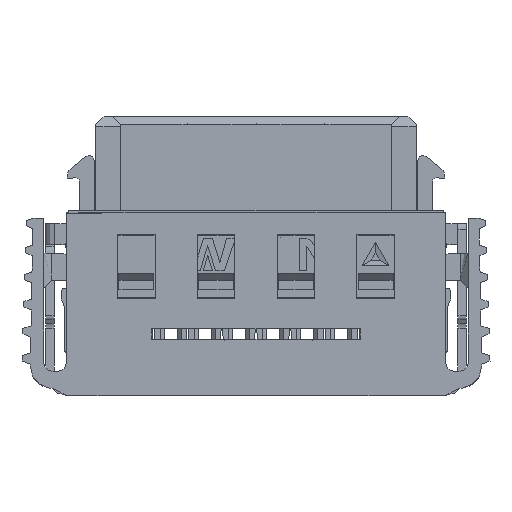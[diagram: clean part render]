
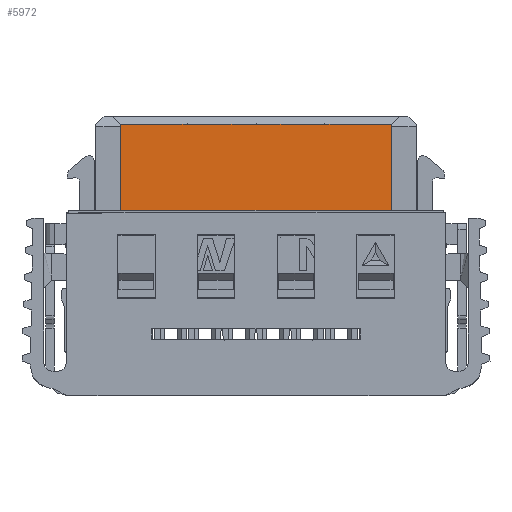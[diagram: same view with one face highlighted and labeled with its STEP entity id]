
A CAD part, front view. The second image highlights one B-rep face of the part: STEP entity #5972.
In plain terms, the highlighted planar face has unit normal (0, -1, 0).
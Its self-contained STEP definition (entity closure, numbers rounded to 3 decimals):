
#425=CARTESIAN_POINT('',(1.245,-0.97,4.225));
#426=VERTEX_POINT('',#425);
#647=CARTESIAN_POINT('',(-1.245,-0.97,4.225));
#648=VERTEX_POINT('',#647);
#657=CARTESIAN_POINT('',(-1.27,-0.97,4.25));
#658=VERTEX_POINT('',#657);
#665=CARTESIAN_POINT('',(-1.27,-0.97,4.25));
#666=DIRECTION('',(0.707,0.,-0.707));
#667=VECTOR('',#666,0.035);
#668=LINE('',#665,#667);
#669=EDGE_CURVE('',#658,#648,#668,.T.);
#860=CARTESIAN_POINT('',(1.245,-0.97,1.025));
#861=VERTEX_POINT('',#860);
#862=CARTESIAN_POINT('',(1.245,-0.97,4.225));
#863=DIRECTION('',(0.,0.,-1.));
#864=VECTOR('',#863,3.2);
#865=LINE('',#862,#864);
#866=EDGE_CURVE('',#426,#861,#865,.T.);
#3520=CARTESIAN_POINT('',(-8.865,-0.97,4.225));
#3521=VERTEX_POINT('',#3520);
#3543=CARTESIAN_POINT('',(-1.295,-0.97,4.225));
#3544=VERTEX_POINT('',#3543);
#3552=CARTESIAN_POINT('',(-1.245,-0.97,4.225));
#3553=DIRECTION('',(1.,0.,0.));
#3554=VECTOR('',#3553,2.49);
#3555=LINE('',#3552,#3554);
#3556=EDGE_CURVE('',#648,#426,#3555,.T.);
#3561=CARTESIAN_POINT('',(-6.375,-0.97,4.225));
#3562=VERTEX_POINT('',#3561);
#3563=CARTESIAN_POINT('',(-8.865,-0.97,4.225));
#3564=DIRECTION('',(1.,0.,0.));
#3565=VECTOR('',#3564,2.49);
#3566=LINE('',#3563,#3565);
#3567=EDGE_CURVE('',#3521,#3562,#3566,.T.);
#3577=CARTESIAN_POINT('',(-6.325,-0.97,4.225));
#3578=VERTEX_POINT('',#3577);
#3585=CARTESIAN_POINT('',(-3.835,-0.97,4.225));
#3586=VERTEX_POINT('',#3585);
#3587=CARTESIAN_POINT('',(-6.325,-0.97,4.225));
#3588=DIRECTION('',(1.,0.,0.));
#3589=VECTOR('',#3588,2.49);
#3590=LINE('',#3587,#3589);
#3591=EDGE_CURVE('',#3578,#3586,#3590,.T.);
#3601=CARTESIAN_POINT('',(-3.785,-0.97,4.225));
#3602=VERTEX_POINT('',#3601);
#3609=CARTESIAN_POINT('',(-3.785,-0.97,4.225));
#3610=DIRECTION('',(1.,0.,0.));
#3611=VECTOR('',#3610,2.49);
#3612=LINE('',#3609,#3611);
#3613=EDGE_CURVE('',#3602,#3544,#3612,.T.);
#5755=CARTESIAN_POINT('',(-8.865,-0.97,1.025));
#5756=VERTEX_POINT('',#5755);
#5757=CARTESIAN_POINT('',(1.245,-0.97,1.025));
#5758=DIRECTION('',(-1.,0.,0.));
#5759=VECTOR('',#5758,10.11);
#5760=LINE('',#5757,#5759);
#5761=EDGE_CURVE('',#861,#5756,#5760,.T.);
#5867=CARTESIAN_POINT('',(-8.865,-0.97,1.025));
#5868=DIRECTION('',(0.,0.,1.));
#5869=VECTOR('',#5868,3.2);
#5870=LINE('',#5867,#5869);
#5871=EDGE_CURVE('',#5756,#3521,#5870,.T.);
#5886=CARTESIAN_POINT('',(-6.35,-0.97,4.25));
#5887=VERTEX_POINT('',#5886);
#5894=CARTESIAN_POINT('',(-6.35,-0.97,4.25));
#5895=DIRECTION('',(0.707,0.,-0.707));
#5896=VECTOR('',#5895,0.035);
#5897=LINE('',#5894,#5896);
#5898=EDGE_CURVE('',#5887,#3578,#5897,.T.);
#5909=CARTESIAN_POINT('',(-3.81,-0.97,4.25));
#5910=VERTEX_POINT('',#5909);
#5911=CARTESIAN_POINT('',(-3.835,-0.97,4.225));
#5912=DIRECTION('',(0.707,0.,0.707));
#5913=VECTOR('',#5912,0.035);
#5914=LINE('',#5911,#5913);
#5915=EDGE_CURVE('',#3586,#5910,#5914,.T.);
#5933=CARTESIAN_POINT('',(-3.81,-0.97,4.25));
#5934=DIRECTION('',(0.707,0.,-0.707));
#5935=VECTOR('',#5934,0.035);
#5936=LINE('',#5933,#5935);
#5937=EDGE_CURVE('',#5910,#3602,#5936,.T.);
#5942=CARTESIAN_POINT('',(-5.722,-0.97,2.368));
#5943=DIRECTION('',(1.,0.,0.));
#5944=DIRECTION('',(0.,-1.,0.));
#5945=AXIS2_PLACEMENT_3D('',#5942,#5944,#5943);
#5946=PLANE('',#5945);
#5947=ORIENTED_EDGE('',*,*,#3613,.F.);
#5948=ORIENTED_EDGE('',*,*,#5937,.F.);
#5949=ORIENTED_EDGE('',*,*,#5915,.F.);
#5950=ORIENTED_EDGE('',*,*,#3591,.F.);
#5951=ORIENTED_EDGE('',*,*,#5898,.F.);
#5952=CARTESIAN_POINT('',(-6.35,-0.97,4.25));
#5953=DIRECTION('',(-0.707,0.,-0.707));
#5954=VECTOR('',#5953,0.035);
#5955=LINE('',#5952,#5954);
#5956=EDGE_CURVE('',#5887,#3562,#5955,.T.);
#5957=ORIENTED_EDGE('',*,*,#5956,.T.);
#5958=ORIENTED_EDGE('',*,*,#3567,.F.);
#5959=ORIENTED_EDGE('',*,*,#5871,.F.);
#5960=ORIENTED_EDGE('',*,*,#5761,.F.);
#5961=ORIENTED_EDGE('',*,*,#866,.F.);
#5962=ORIENTED_EDGE('',*,*,#3556,.F.);
#5963=ORIENTED_EDGE('',*,*,#669,.F.);
#5964=CARTESIAN_POINT('',(-1.27,-0.97,4.25));
#5965=DIRECTION('',(-0.707,0.,-0.707));
#5966=VECTOR('',#5965,0.035);
#5967=LINE('',#5964,#5966);
#5968=EDGE_CURVE('',#658,#3544,#5967,.T.);
#5969=ORIENTED_EDGE('',*,*,#5968,.T.);
#5970=EDGE_LOOP('',(#5947,#5948,#5949,#5950,#5951,#5957,#5958,#5959,#5960,#5961,#5962,#5963,#5969));
#5971=FACE_OUTER_BOUND('',#5970,.T.);
#5972=ADVANCED_FACE('',(#5971),#5946,.T.);
